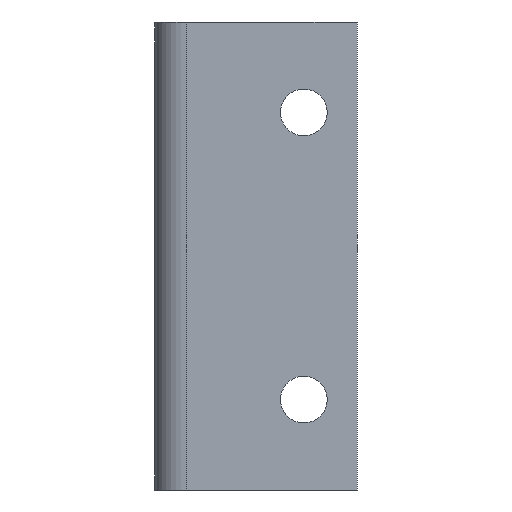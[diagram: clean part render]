
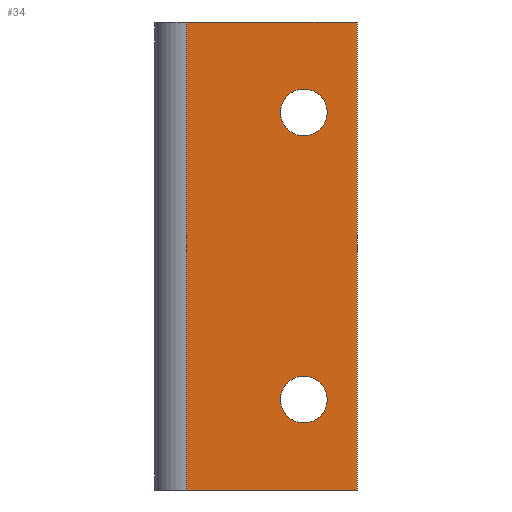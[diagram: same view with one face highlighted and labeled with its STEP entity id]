
A CAD part, front view. The second image highlights one B-rep face of the part: STEP entity #34.
In plain terms, the highlighted planar face has unit normal (0, -1, 0).
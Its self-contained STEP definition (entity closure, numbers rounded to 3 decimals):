
#3 = VERTEX_POINT ( 'NONE', #370 ) ;
#4 = VERTEX_POINT ( 'NONE', #7 ) ;
#7 = CARTESIAN_POINT ( 'NONE',  ( 15., 0., 220. ) ) ;
#15 = VERTEX_POINT ( 'NONE', #478 ) ;
#18 = VERTEX_POINT ( 'NONE', #525 ) ;
#34 = ADVANCED_FACE ( 'NONE', ( #231, #299, #302 ), #481, .F. ) ;
#43 = VERTEX_POINT ( 'NONE', #413 ) ;
#45 = VERTEX_POINT ( 'NONE', #402 ) ;
#64 = LINE ( 'NONE', #516, #122 ) ;
#72 = EDGE_LOOP ( 'NONE', ( #133, #115 ) ) ;
#77 = ORIENTED_EDGE ( 'NONE', *, *, #598, .T. ) ;
#84 = LINE ( 'NONE', #462, #321 ) ;
#92 = ORIENTED_EDGE ( 'NONE', *, *, #630, .F. ) ;
#100 = CIRCLE ( 'NONE', #671, 11. ) ;
#114 = ORIENTED_EDGE ( 'NONE', *, *, #606, .T. ) ;
#115 = ORIENTED_EDGE ( 'NONE', *, *, #611, .T. ) ;
#122 = VECTOR ( 'NONE', #513, 1000. ) ;
#131 = VECTOR ( 'NONE', #351, 1000. ) ;
#133 = ORIENTED_EDGE ( 'NONE', *, *, #643, .T. ) ;
#137 = CIRCLE ( 'NONE', #667, 11. ) ;
#145 = ORIENTED_EDGE ( 'NONE', *, *, #692, .T. ) ;
#176 = ORIENTED_EDGE ( 'NONE', *, *, #639, .T. ) ;
#214 = LINE ( 'NONE', #460, #131 ) ;
#216 = EDGE_LOOP ( 'NONE', ( #114, #145 ) ) ;
#219 = ORIENTED_EDGE ( 'NONE', *, *, #621, .F. ) ;
#231 = FACE_BOUND ( 'NONE', #216, .T. ) ;
#259 = CIRCLE ( 'NONE', #695, 11. ) ;
#268 = VECTOR ( 'NONE', #387, 1000. ) ;
#270 = EDGE_LOOP ( 'NONE', ( #92, #77, #176, #219 ) ) ;
#280 = LINE ( 'NONE', #366, #268 ) ;
#299 = FACE_BOUND ( 'NONE', #72, .T. ) ;
#302 = FACE_OUTER_BOUND ( 'NONE', #270, .T. ) ;
#320 = CIRCLE ( 'NONE', #627, 11. ) ;
#321 = VECTOR ( 'NONE', #446, 1000. ) ;
#335 = DIRECTION ( 'NONE',  ( 0., 1., 0. ) ) ;
#351 = DIRECTION ( 'NONE',  ( 1., 0., 0. ) ) ;
#354 = CARTESIAN_POINT ( 'NONE',  ( 70., 0., 177.5 ) ) ;
#356 = DIRECTION ( 'NONE',  ( 0., 0., 1. ) ) ;
#357 = DIRECTION ( 'NONE',  ( 0., 1., 0. ) ) ;
#362 = DIRECTION ( 'NONE',  ( 0., 1., 0. ) ) ;
#363 = DIRECTION ( 'NONE',  ( 0., 0., 1. ) ) ;
#366 = CARTESIAN_POINT ( 'NONE',  ( 15., 0., 220. ) ) ;
#369 = DIRECTION ( 'NONE',  ( 0., 0., 1. ) ) ;
#370 = CARTESIAN_POINT ( 'NONE',  ( 15., 0., 0. ) ) ;
#382 = CARTESIAN_POINT ( 'NONE',  ( 70., 0., 42.5 ) ) ;
#387 = DIRECTION ( 'NONE',  ( 0., 0., -1. ) ) ;
#390 = CARTESIAN_POINT ( 'NONE',  ( 70., 0., 31.5 ) ) ;
#397 = CARTESIAN_POINT ( 'NONE',  ( 70., 0., 166.5 ) ) ;
#402 = CARTESIAN_POINT ( 'NONE',  ( 95., 0., 0. ) ) ;
#403 = VERTEX_POINT ( 'NONE', #397 ) ;
#413 = CARTESIAN_POINT ( 'NONE',  ( 70., 0., 53.5 ) ) ;
#434 = CARTESIAN_POINT ( 'NONE',  ( 0., 0., 220. ) ) ;
#446 = DIRECTION ( 'NONE',  ( 0., 0., -1. ) ) ;
#460 = CARTESIAN_POINT ( 'NONE',  ( 0., 0., 220. ) ) ;
#462 = CARTESIAN_POINT ( 'NONE',  ( 95., 0., 220. ) ) ;
#478 = CARTESIAN_POINT ( 'NONE',  ( 95., 0., 220. ) ) ;
#481 = PLANE ( 'NONE',  #684 ) ;
#491 = DIRECTION ( 'NONE',  ( 0., 0., 1. ) ) ;
#495 = CARTESIAN_POINT ( 'NONE',  ( 70., 0., 42.5 ) ) ;
#513 = DIRECTION ( 'NONE',  ( 1., 0., 0. ) ) ;
#516 = CARTESIAN_POINT ( 'NONE',  ( 0., 0., 0. ) ) ;
#525 = CARTESIAN_POINT ( 'NONE',  ( 70., 0., 188.5 ) ) ;
#564 = DIRECTION ( 'NONE',  ( 0., 0., 1. ) ) ;
#565 = DIRECTION ( 'NONE',  ( 0., 1., 0. ) ) ;
#574 = CARTESIAN_POINT ( 'NONE',  ( 70., 0., 177.5 ) ) ;
#580 = VERTEX_POINT ( 'NONE', #390 ) ;
#582 = DIRECTION ( 'NONE',  ( 0., 1., 0. ) ) ;
#598 = EDGE_CURVE ( 'NONE', #4, #3, #280, .T. ) ;
#606 = EDGE_CURVE ( 'NONE', #43, #580, #137, .T. ) ;
#611 = EDGE_CURVE ( 'NONE', #403, #18, #320, .T. ) ;
#621 = EDGE_CURVE ( 'NONE', #15, #45, #84, .T. ) ;
#627 = AXIS2_PLACEMENT_3D ( 'NONE', #354, #357, #356 ) ;
#630 = EDGE_CURVE ( 'NONE', #4, #15, #214, .T. ) ;
#639 = EDGE_CURVE ( 'NONE', #3, #45, #64, .T. ) ;
#643 = EDGE_CURVE ( 'NONE', #18, #403, #259, .T. ) ;
#667 = AXIS2_PLACEMENT_3D ( 'NONE', #382, #362, #363 ) ;
#671 = AXIS2_PLACEMENT_3D ( 'NONE', #495, #565, #564 ) ;
#684 = AXIS2_PLACEMENT_3D ( 'NONE', #434, #335, #491 ) ;
#692 = EDGE_CURVE ( 'NONE', #580, #43, #100, .T. ) ;
#695 = AXIS2_PLACEMENT_3D ( 'NONE', #574, #582, #369 ) ;
